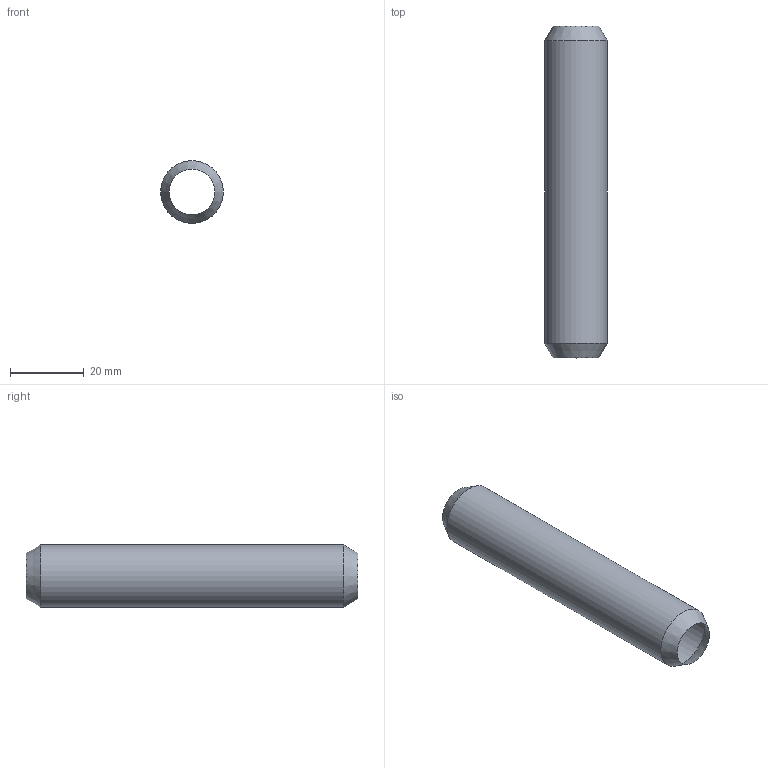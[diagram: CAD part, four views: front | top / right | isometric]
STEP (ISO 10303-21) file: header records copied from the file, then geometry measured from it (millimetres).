
FILE_DESCRIPTION(/* description */ (''),/* implementation_level */ '2;1');
FILE_NAME(/* name */ '10602205 001.stp',/* time_stamp */ '2021-10-01T16:35:45+02:00',/* author */ ('gcocco'),/* organization */ (''),/* preprocessor_version */ 'ST-DEVELOPER v17.2',/* originating_system */ 'Autodesk Inventor 2019',/* authorisation */ '');
FILE_SCHEMA (('AUTOMOTIVE_DESIGN { 1 0 10303 214 3 1 1 }'));
Length unit declared in the file: millimetre
Products named in the file (1): 10602205  001
Bounding box: 17 x 90 x 17 mm (x, y, z)
Surface area: 4805.7 mm2 (no closed solid volume)
Topology: 0 solids, 1 shells, 3 faces, 11 edges, 8 vertices
Faces by surface type: cone 2, cylinder 1
Full cylindrical faces by diameter (mm): 17 x1
Entity records: 169 total; most frequent: DIRECTION 27, CARTESIAN_POINT 23, ORIENTED_EDGE 18, AXIS2_PLACEMENT_3D 12, EDGE_CURVE 11, CIRCLE 8, VERTEX_POINT 8, FACE_OUTER_BOUND 3
